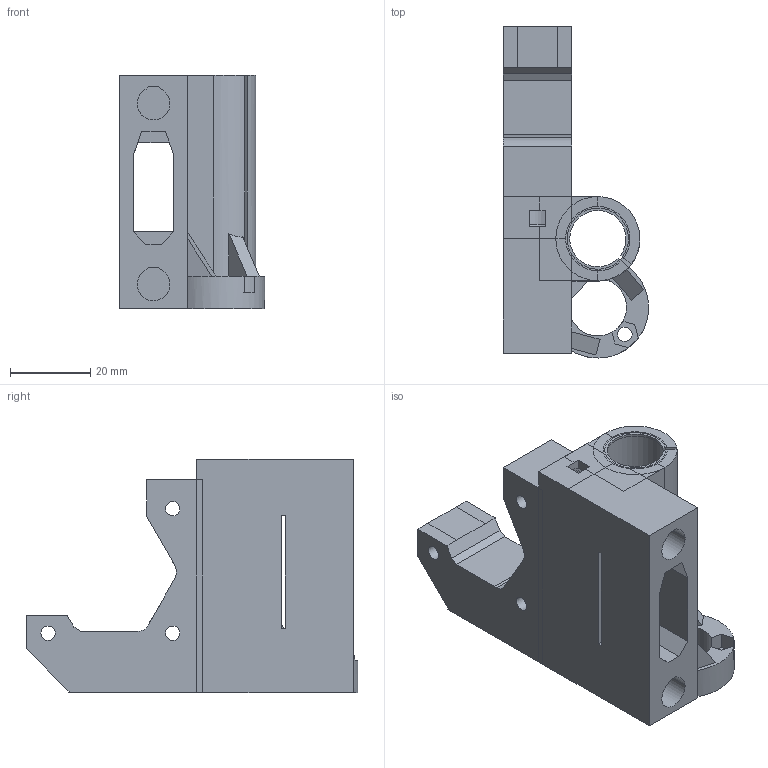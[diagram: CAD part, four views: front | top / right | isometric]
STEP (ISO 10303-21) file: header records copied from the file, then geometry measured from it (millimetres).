
FILE_DESCRIPTION(('FreeCAD Model'),'2;1');
FILE_NAME( 'x-end-motor.step', '2017-12-07T11:29:12',(''),(''),'Open CASCADE STEP processor 6.8', 'FreeCAD','Unknown');
FILE_SCHEMA(('AUTOMOTIVE_DESIGN_CC2 { 1 2 10303 214 -1 1 5 4 }'));
Length unit declared in the file: millimetre
Products named in the file (1): Group009
Bounding box: 36.12 x 82.62 x 58 mm (x, y, z)
Volume: 46923.1 mm3; surface area: 24638.3 mm2
Topology: 1 solids, 11 shells, 271 faces, 702 edges, 450 vertices
Faces by surface type: plane 209, cylinder 56, cone 6
Full cylindrical faces by diameter (mm): 3.6 x5, 6.2 x3, 10 x1, 14.289 x1, 15.232 x1
Entity records: 17266 total; most frequent: CARTESIAN_POINT 3791, DIRECTION 2345, ORIENTED_EDGE 1404, PCURVE 1404, DEFINITIONAL_REPRESENTATION 1404, LINE 1275, VECTOR 1275, EDGE_CURVE 702
